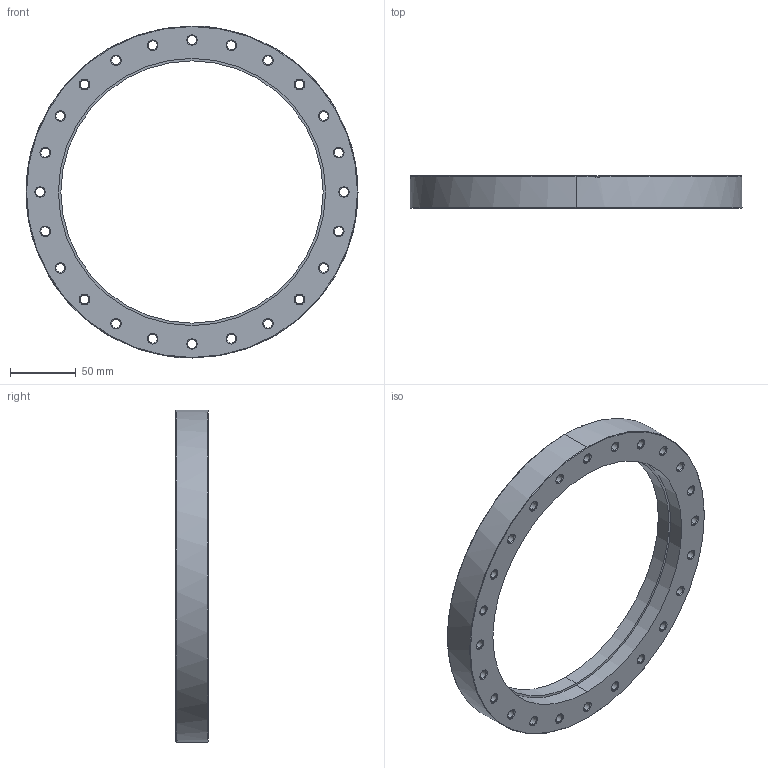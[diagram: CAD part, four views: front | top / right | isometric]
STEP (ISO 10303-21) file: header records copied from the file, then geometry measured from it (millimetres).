
FILE_DESCRIPTION (( 'STEP AP214' ), '1' );
FILE_NAME ('Hositrad_CF200-204-T.STEP', '2017-05-01T12:45:34', ( 'Gebruiker' ), ( '' ), 'SwSTEP 2.0', 'SolidWorks 2017', '' );
FILE_SCHEMA (( 'AUTOMOTIVE_DESIGN' ));
Length unit declared in the file: millimetre
Products named in the file (1): Hositrad_CF200-204-T
Bounding box: 253.2 x 24.6 x 253.2 mm (x, y, z)
Volume: 421333.9 mm3; surface area: 84019 mm2
Topology: 1 solids, 1 shells, 172 faces, 404 edges, 235 vertices
Faces by surface type: cone 105, cylinder 56, plane 11
Entity records: 5575 total; most frequent: DIRECTION 971, CARTESIAN_POINT 824, ORIENTED_EDGE 808, EDGE_CURVE 404, AXIS2_PLACEMENT_3D 398, VERTEX_POINT 235, CIRCLE 225, EDGE_LOOP 223
